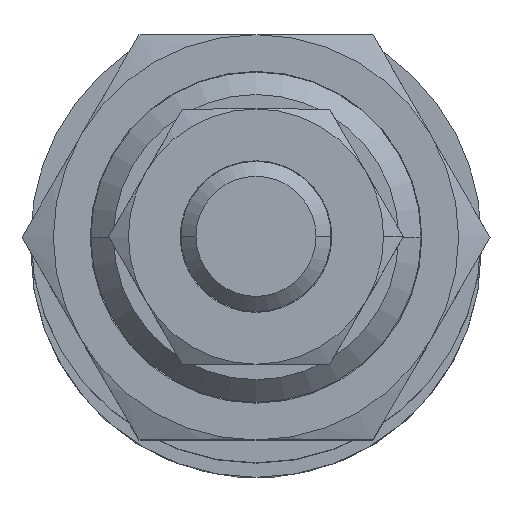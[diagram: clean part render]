
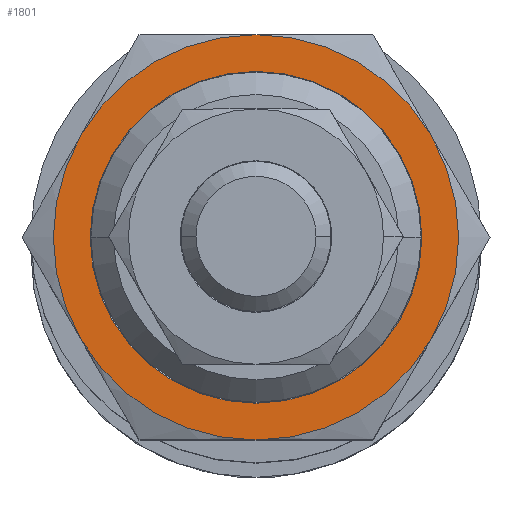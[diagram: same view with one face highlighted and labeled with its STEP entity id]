
A CAD part, top view. The second image highlights one B-rep face of the part: STEP entity #1801.
In plain terms, the highlighted planar face has unit normal (0, 0, 1).
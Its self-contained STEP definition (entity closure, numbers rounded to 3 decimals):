
#43 = VERTEX_POINT ( 'NONE', #4942 ) ;
#102 = AXIS2_PLACEMENT_3D ( 'NONE', #1152, #10558, #8731 ) ;
#104 = EDGE_CURVE ( 'NONE', #5566, #6879, #2862, .T. ) ;
#115 = ORIENTED_EDGE ( 'NONE', *, *, #11719, .T. ) ;
#157 = CARTESIAN_POINT ( 'NONE',  ( 0., 0., 582. ) ) ;
#205 = CARTESIAN_POINT ( 'NONE',  ( 0., -13.5, 582. ) ) ;
#280 = FACE_BOUND ( 'NONE', #10060, .T. ) ;
#289 = CIRCLE ( 'NONE', #8487, 11.05 ) ;
#428 = DIRECTION ( 'NONE',  ( 0., 0., 1. ) ) ;
#459 = ORIENTED_EDGE ( 'NONE', *, *, #7764, .F. ) ;
#818 = DIRECTION ( 'NONE',  ( 0.866, 0.5, 0. ) ) ;
#929 = ORIENTED_EDGE ( 'NONE', *, *, #9995, .T. ) ;
#1007 = ORIENTED_EDGE ( 'NONE', *, *, #6560, .T. ) ;
#1152 = CARTESIAN_POINT ( 'NONE',  ( 0., 0., 582. ) ) ;
#1440 = CIRCLE ( 'NONE', #1822, 13.5 ) ;
#1542 = VERTEX_POINT ( 'NONE', #11699 ) ;
#1582 = DIRECTION ( 'NONE',  ( 0.866, 0.5, 0. ) ) ;
#1801 = ADVANCED_FACE ( 'NONE', ( #280, #4008 ), #7736, .T. ) ;
#1822 = AXIS2_PLACEMENT_3D ( 'NONE', #8690, #2335, #9733 ) ;
#1955 = CARTESIAN_POINT ( 'NONE',  ( 0., 0., 582. ) ) ;
#2087 = CARTESIAN_POINT ( 'NONE',  ( 11.691, 6.75, 582. ) ) ;
#2309 = CARTESIAN_POINT ( 'NONE',  ( 0., 0., 582. ) ) ;
#2335 = DIRECTION ( 'NONE',  ( 0., 0., 1. ) ) ;
#2410 = AXIS2_PLACEMENT_3D ( 'NONE', #2309, #7018, #818 ) ;
#2495 = DIRECTION ( 'NONE',  ( 0., 0., 1. ) ) ;
#2637 = CARTESIAN_POINT ( 'NONE',  ( -11.691, 6.75, 582. ) ) ;
#2733 = VERTEX_POINT ( 'NONE', #2087 ) ;
#2791 = ORIENTED_EDGE ( 'NONE', *, *, #7319, .T. ) ;
#2862 = CIRCLE ( 'NONE', #11642, 13.5 ) ;
#2967 = DIRECTION ( 'NONE',  ( 0., 0., 1. ) ) ;
#3242 = DIRECTION ( 'NONE',  ( 0., 0., 1. ) ) ;
#3282 = DIRECTION ( 'NONE',  ( 0.866, 0.5, 0. ) ) ;
#3396 = CARTESIAN_POINT ( 'NONE',  ( 0., 0., 582. ) ) ;
#3438 = ORIENTED_EDGE ( 'NONE', *, *, #7612, .T. ) ;
#3609 = VERTEX_POINT ( 'NONE', #8929 ) ;
#4008 = FACE_OUTER_BOUND ( 'NONE', #5679, .T. ) ;
#4331 = DIRECTION ( 'NONE',  ( 0.866, 0.5, 0. ) ) ;
#4942 = CARTESIAN_POINT ( 'NONE',  ( 11.691, -6.75, 582. ) ) ;
#5444 = CARTESIAN_POINT ( 'NONE',  ( -11.691, -6.75, 582. ) ) ;
#5566 = VERTEX_POINT ( 'NONE', #5444 ) ;
#5679 = EDGE_LOOP ( 'NONE', ( #3438, #115, #929, #1007, #6523, #2791 ) ) ;
#6132 = EDGE_CURVE ( 'NONE', #3609, #7606, #7861, .T. ) ;
#6523 = ORIENTED_EDGE ( 'NONE', *, *, #104, .T. ) ;
#6560 = EDGE_CURVE ( 'NONE', #9794, #5566, #7683, .T. ) ;
#6664 = CARTESIAN_POINT ( 'NONE',  ( 0., 0., 582. ) ) ;
#6879 = VERTEX_POINT ( 'NONE', #205 ) ;
#6894 = AXIS2_PLACEMENT_3D ( 'NONE', #8004, #2495, #4331 ) ;
#7018 = DIRECTION ( 'NONE',  ( 0., 0., 1. ) ) ;
#7319 = EDGE_CURVE ( 'NONE', #6879, #43, #8442, .T. ) ;
#7606 = VERTEX_POINT ( 'NONE', #10372 ) ;
#7612 = EDGE_CURVE ( 'NONE', #43, #2733, #11605, .T. ) ;
#7683 = CIRCLE ( 'NONE', #2410, 13.5 ) ;
#7736 = PLANE ( 'NONE',  #9138 ) ;
#7764 = EDGE_CURVE ( 'NONE', #7606, #3609, #289, .T. ) ;
#7861 = CIRCLE ( 'NONE', #10385, 11.05 ) ;
#8004 = CARTESIAN_POINT ( 'NONE',  ( 0., 0., 582. ) ) ;
#8442 = CIRCLE ( 'NONE', #6894, 13.5 ) ;
#8487 = AXIS2_PLACEMENT_3D ( 'NONE', #3396, #9878, #3282 ) ;
#8690 = CARTESIAN_POINT ( 'NONE',  ( 0., 0., 582. ) ) ;
#8731 = DIRECTION ( 'NONE',  ( 0.866, 0.5, 0. ) ) ;
#8793 = CARTESIAN_POINT ( 'NONE',  ( 0., 0., 582. ) ) ;
#8929 = CARTESIAN_POINT ( 'NONE',  ( 9.57, 5.525, 582. ) ) ;
#8965 = DIRECTION ( 'NONE',  ( 0.866, 0.5, 0. ) ) ;
#9138 = AXIS2_PLACEMENT_3D ( 'NONE', #157, #2967, #11268 ) ;
#9407 = DIRECTION ( 'NONE',  ( 0., 0., 1. ) ) ;
#9529 = DIRECTION ( 'NONE',  ( 0.866, 0.5, 0. ) ) ;
#9733 = DIRECTION ( 'NONE',  ( 0.866, 0.5, 0. ) ) ;
#9794 = VERTEX_POINT ( 'NONE', #2637 ) ;
#9878 = DIRECTION ( 'NONE',  ( 0., 0., 1. ) ) ;
#9995 = EDGE_CURVE ( 'NONE', #1542, #9794, #1440, .T. ) ;
#10060 = EDGE_LOOP ( 'NONE', ( #10409, #459 ) ) ;
#10372 = CARTESIAN_POINT ( 'NONE',  ( -9.57, -5.525, 582. ) ) ;
#10385 = AXIS2_PLACEMENT_3D ( 'NONE', #6664, #3242, #1582 ) ;
#10409 = ORIENTED_EDGE ( 'NONE', *, *, #6132, .F. ) ;
#10558 = DIRECTION ( 'NONE',  ( 0., 0., 1. ) ) ;
#11022 = CIRCLE ( 'NONE', #11223, 13.5 ) ;
#11223 = AXIS2_PLACEMENT_3D ( 'NONE', #8793, #428, #8965 ) ;
#11268 = DIRECTION ( 'NONE',  ( 0.866, 0.5, 0. ) ) ;
#11605 = CIRCLE ( 'NONE', #102, 13.5 ) ;
#11642 = AXIS2_PLACEMENT_3D ( 'NONE', #1955, #9407, #9529 ) ;
#11699 = CARTESIAN_POINT ( 'NONE',  ( 0., 13.5, 582. ) ) ;
#11719 = EDGE_CURVE ( 'NONE', #2733, #1542, #11022, .T. ) ;
